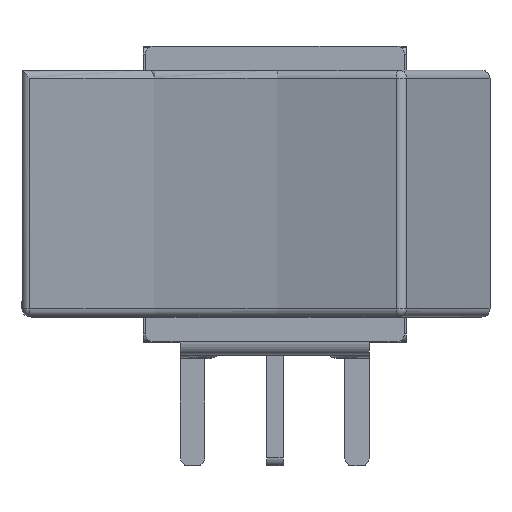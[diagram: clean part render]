
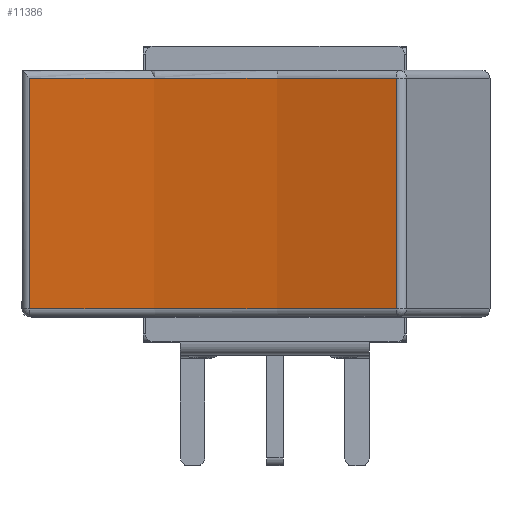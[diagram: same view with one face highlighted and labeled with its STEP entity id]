
A CAD part, top view. The second image highlights one B-rep face of the part: STEP entity #11386.
In plain terms, the highlighted cylindrical face has radius 36.671 mm (diameter 73.342 mm), a partial arc.
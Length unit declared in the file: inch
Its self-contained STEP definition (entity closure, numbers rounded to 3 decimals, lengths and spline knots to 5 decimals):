
#10938=CARTESIAN_POINT('',(0.14767,0.14016,0.74439));
#10939=VERTEX_POINT('',#10938);
#10973=CARTESIAN_POINT('',(0.14767,-0.14016,0.74439));
#10974=VERTEX_POINT('',#10973);
#11017=CARTESIAN_POINT('',(-0.29818,-0.14016,0.64555));
#11018=VERTEX_POINT('',#11017);
#11042=CARTESIAN_POINT('',(-0.38381,-0.14016,2.08675));
#11043=DIRECTION('',(0.0,1.0,0.0));
#11044=DIRECTION('',(0.216,0.0,-0.976));
#11045=AXIS2_PLACEMENT_3D('',#11042,#11043,#11044);
#11046=CIRCLE('',#11045,1.44375);
#11047=EDGE_CURVE('',#10974,#11018,#11046,.T.);
#11074=CARTESIAN_POINT('',(-0.29818,0.14016,0.64555));
#11075=VERTEX_POINT('',#11074);
#11076=CARTESIAN_POINT('',(-0.29818,-0.14016,0.64555));
#11077=DIRECTION('',(0.0,1.0,0.0));
#11078=VECTOR('',#11077,0.28031);
#11079=LINE('',#11076,#11078);
#11080=EDGE_CURVE('',#11018,#11075,#11079,.T.);
#11138=CARTESIAN_POINT('',(0.14767,0.14016,0.74439));
#11139=DIRECTION('',(0.0,-1.0,0.0));
#11140=VECTOR('',#11139,0.28031);
#11141=LINE('',#11138,#11140);
#11142=EDGE_CURVE('',#10939,#10974,#11141,.T.);
#11191=CARTESIAN_POINT('',(-0.38381,0.14016,2.08675));
#11192=DIRECTION('',(0.0,-1.0,0.0));
#11193=DIRECTION('',(0.216,0.0,-0.976));
#11194=AXIS2_PLACEMENT_3D('',#11191,#11192,#11193);
#11195=CIRCLE('',#11194,1.44375);
#11196=EDGE_CURVE('',#11075,#10939,#11195,.T.);
#11375=CARTESIAN_POINT('',(-0.38381,-0.15417,2.08675));
#11376=DIRECTION('',(0.0,1.0,0.0));
#11377=DIRECTION('',(-0.374,0.0,0.927));
#11378=AXIS2_PLACEMENT_3D('',#11375,#11376,#11377);
#11379=CYLINDRICAL_SURFACE('',#11378,1.44375);
#11380=ORIENTED_EDGE('',*,*,#11047,.F.);
#11381=ORIENTED_EDGE('',*,*,#11142,.F.);
#11382=ORIENTED_EDGE('',*,*,#11196,.F.);
#11383=ORIENTED_EDGE('',*,*,#11080,.F.);
#11384=EDGE_LOOP('',(#11380,#11381,#11382,#11383));
#11385=FACE_OUTER_BOUND('',#11384,.T.);
#11386=ADVANCED_FACE('',(#11385),#11379,.F.);
